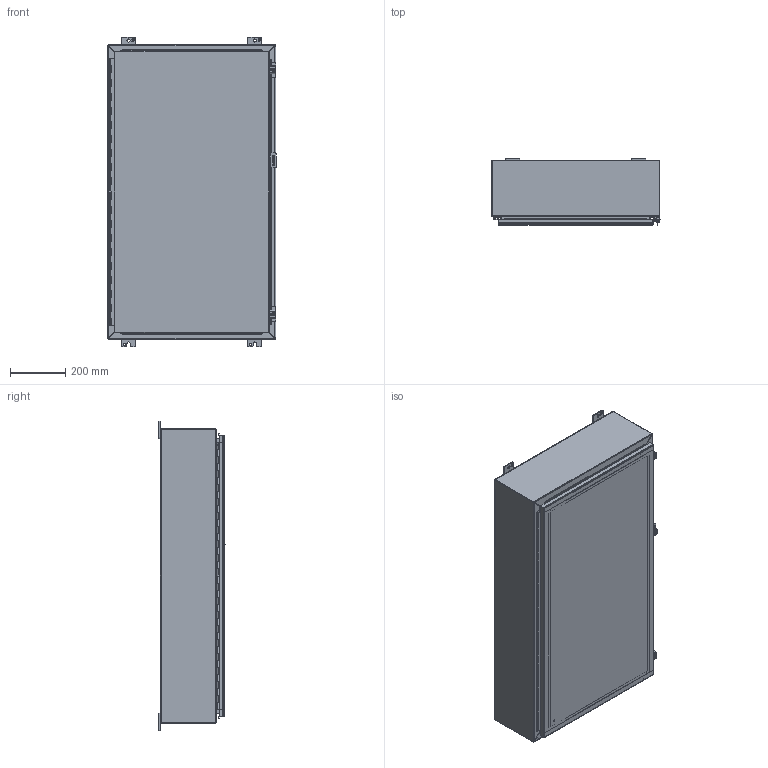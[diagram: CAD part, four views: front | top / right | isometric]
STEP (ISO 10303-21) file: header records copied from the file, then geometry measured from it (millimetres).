
FILE_DESCRIPTION (( 'STEP AP203' ), '1' );
FILE_NAME ('1418N8_Default.step', '2019-11-02T18:35:45', ( '' ), ( '' ), 'SwSTEP 2.0', 'SolidWorks 2019', '' );
FILE_SCHEMA (( 'CONFIG_CONTROL_DESIGN' ));
Length unit declared in the file: inch
Products named in the file (1): 1418N8_Default
Bounding box: 612.77 x 239.7 x 1123.95 mm (x, y, z)
Volume: 5806152.3 mm3; surface area: 5906349.6 mm2
Topology: 44 solids, 44 shells, 1399 faces, 3639 edges, 2362 vertices
Faces by surface type: plane 807, cylinder 499, bspline 78, cone 15
Entity records: 45064 total; most frequent: CARTESIAN_POINT 10416, ORIENTED_EDGE 7278, DIRECTION 7107, EDGE_CURVE 3639, LINE 2449, VECTOR 2449, VERTEX_POINT 2362, AXIS2_PLACEMENT_3D 2329
